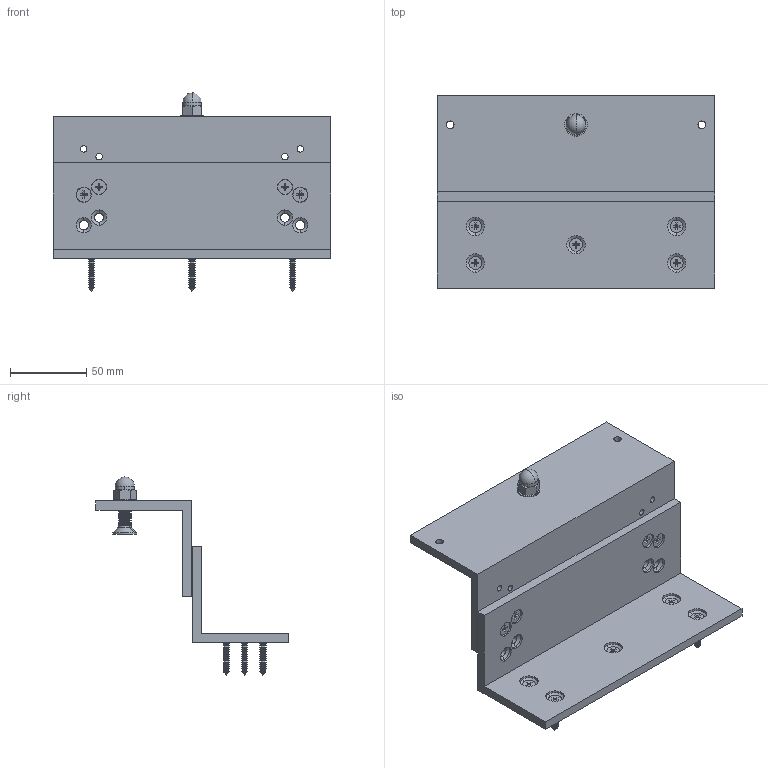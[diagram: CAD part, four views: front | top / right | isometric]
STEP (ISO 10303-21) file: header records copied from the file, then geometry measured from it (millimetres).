
FILE_DESCRIPTION (( 'STEP AP214' ), '1' );
FILE_NAME ('EXT750Z.step', '2021-07-29T14:18:15', ( '' ), ( '' ), 'SwSTEP 2.0', 'SolidWorks 2020', '' );
FILE_SCHEMA (( 'AUTOMOTIVE_DESIGN' ));
Length unit declared in the file: millimetre
Products named in the file (13): Tapping screw DIN 7982-ST4.2x25-C-H-S-1; Tapping screw DIN 7982-ST4.2x25-C-H-S-5; Tapping screw DIN 7982-ST4.2x25-C-H-S-4; VIS TETE FRAISEE 110° MALAISIENNE - M5 x 10-5; EXT750Z-2; EXT750Z; VIS TETE FRAISEE 110° MALAISIENNE - M5 x 10-2; Tapping screw DIN 7982-ST4.2x25-C-H-S-3; VIS TETE FRAISEE 110° MALAISIENNE - M5 x 10-4; Group1; VIS TETE FRAISEE 110° MALAISIENNE - M5 x 10-3; iso 7046-1 - m8 x 25 - z --- 25s-1; Tapping screw DIN 7982-ST4.2x25-C-H-S-2
Assembly tree (12 placements, depth 2):
  EXT750Z
    Group1
    Tapping screw DIN 7982-ST4.2x25-C-H-S-4
    EXT750Z-2
    VIS TETE FRAISEE 110° MALAISIENNE - M5 x 10-2
    VIS TETE FRAISEE 110° MALAISIENNE - M5 x 10-4
    VIS TETE FRAISEE 110° MALAISIENNE - M5 x 10-3
    VIS TETE FRAISEE 110° MALAISIENNE - M5 x 10-5
    iso 7046-1 - m8 x 25 - z --- 25s-1
    Tapping screw DIN 7982-ST4.2x25-C-H-S-1
    Tapping screw DIN 7982-ST4.2x25-C-H-S-2
    Tapping screw DIN 7982-ST4.2x25-C-H-S-3
    Tapping screw DIN 7982-ST4.2x25-C-H-S-5
Bounding box: 182 x 126 x 130.06 mm (x, y, z)
Volume: 261634.8 mm3; surface area: 102335.4 mm2
Topology: 12 solids, 13 shells, 1215 faces, 2842 edges, 1644 vertices
Faces by surface type: cone 620, cylinder 382, plane 187, bspline 20, torus 4, sphere 2
Entity records: 35666 total; most frequent: DIRECTION 6476, CARTESIAN_POINT 6368, ORIENTED_EDGE 5636, EDGE_CURVE 2818, AXIS2_PLACEMENT_3D 2552, VERTEX_POINT 1644, VECTOR 1372, LINE 1372
